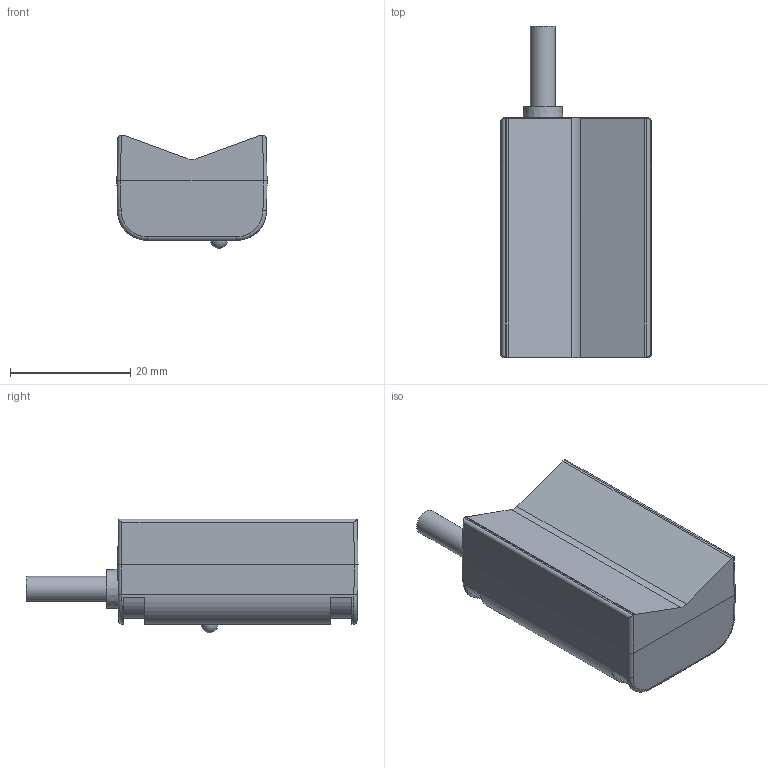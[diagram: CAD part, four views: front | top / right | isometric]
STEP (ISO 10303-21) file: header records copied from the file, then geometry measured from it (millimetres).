
FILE_DESCRIPTION(/* description */ ('Unknown'),/* implementation_level */ '2;1');
FILE_NAME(/* name */ 'GPLS-25N-0-A',/* time_stamp */ '2025-09-08T14:09:00+02:00',/* author */ ('Unknown'),/* organization */ ('Unknown'),/* preprocessor_version */ 'ST-DEVELOPER v18.1',/* originating_system */ 'Solid Edge',/* authorisation */ 'Unknown');
FILE_SCHEMA (('AUTOMOTIVE_DESIGN {1 0 10303 214 3 1 1}'));
Length unit declared in the file: millimetre
Products named in the file (1): GPLS-25N-0-A
Bounding box: 25 x 55.27 x 18.9 mm (x, y, z)
Volume: 15102.9 mm3; surface area: 4356.7 mm2
Topology: 2 solids, 2 shells, 144 faces, 320 edges, 202 vertices
Faces by surface type: plane 82, cylinder 23, bspline 20, cone 13, torus 5, sphere 1
Full cylindrical faces by diameter (mm): 2.8 x1, 4.18 x1, 6.6 x1
Entity records: 6748 total; most frequent: CARTESIAN_POINT 2635, ORIENTED_EDGE 598, DIRECTION 557, EDGE_CURVE 299, VERTEX_POINT 197, LINE 187, VECTOR 187, AXIS2_PLACEMENT_3D 185
